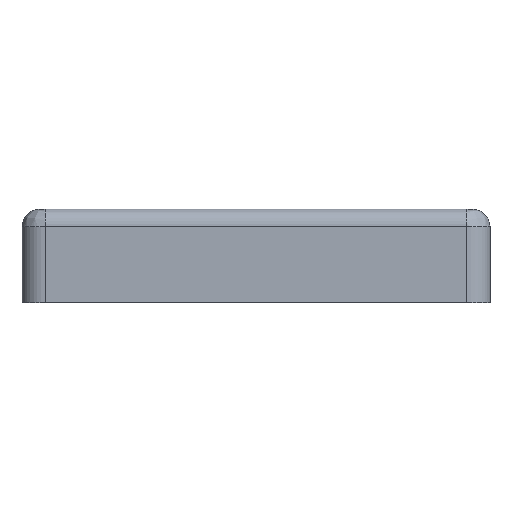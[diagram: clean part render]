
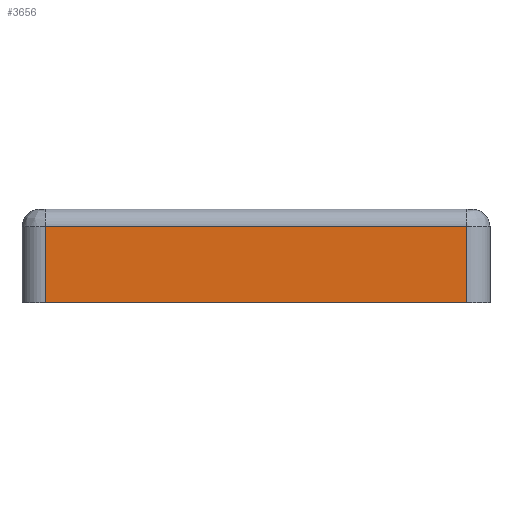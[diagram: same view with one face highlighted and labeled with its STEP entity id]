
A CAD part, front view. The second image highlights one B-rep face of the part: STEP entity #3656.
In plain terms, the highlighted planar face has unit normal (0, -1, 0).
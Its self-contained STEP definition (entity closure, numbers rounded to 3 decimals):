
#114 = LINE ( 'NONE', #4369, #15036 ) ;
#294 = VERTEX_POINT ( 'NONE', #3901 ) ;
#652 = VERTEX_POINT ( 'NONE', #2303 ) ;
#1074 = VECTOR ( 'NONE', #1867, 1000. ) ;
#1655 = ORIENTED_EDGE ( 'NONE', *, *, #10025, .F. ) ;
#1820 = CARTESIAN_POINT ( 'NONE',  ( -40., -40., 0. ) ) ;
#1822 = CARTESIAN_POINT ( 'NONE',  ( -36., -40., 16. ) ) ;
#1867 = DIRECTION ( 'NONE',  ( 1., 0., 0. ) ) ;
#2303 = CARTESIAN_POINT ( 'NONE',  ( -36., -40., 0. ) ) ;
#3359 = VERTEX_POINT ( 'NONE', #12882 ) ;
#3656 = ADVANCED_FACE ( 'NONE', ( #10966 ), #14052, .F. ) ;
#3901 = CARTESIAN_POINT ( 'NONE',  ( 36., -40., 0. ) ) ;
#3908 = VECTOR ( 'NONE', #13612, 1000. ) ;
#4369 = CARTESIAN_POINT ( 'NONE',  ( 36., -40., 16. ) ) ;
#5267 = EDGE_CURVE ( 'NONE', #294, #652, #7752, .T. ) ;
#5306 = EDGE_CURVE ( 'NONE', #3359, #8101, #7382, .T. ) ;
#5401 = ORIENTED_EDGE ( 'NONE', *, *, #5306, .F. ) ;
#6113 = CARTESIAN_POINT ( 'NONE',  ( 36., -40., 13. ) ) ;
#6607 = DIRECTION ( 'NONE',  ( -1., 0., 0. ) ) ;
#7067 = LINE ( 'NONE', #1822, #3908 ) ;
#7091 = DIRECTION ( 'NONE',  ( 0., 1., 0. ) ) ;
#7108 = AXIS2_PLACEMENT_3D ( 'NONE', #14113, #7091, #15298 ) ;
#7382 = LINE ( 'NONE', #8950, #1074 ) ;
#7752 = LINE ( 'NONE', #1820, #10482 ) ;
#8101 = VERTEX_POINT ( 'NONE', #6113 ) ;
#8937 = EDGE_CURVE ( 'NONE', #652, #3359, #7067, .T. ) ;
#8950 = CARTESIAN_POINT ( 'NONE',  ( -40., -40., 13. ) ) ;
#9096 = ORIENTED_EDGE ( 'NONE', *, *, #5267, .F. ) ;
#10025 = EDGE_CURVE ( 'NONE', #8101, #294, #114, .T. ) ;
#10482 = VECTOR ( 'NONE', #6607, 1000. ) ;
#10878 = EDGE_LOOP ( 'NONE', ( #5401, #12947, #9096, #1655 ) ) ;
#10966 = FACE_OUTER_BOUND ( 'NONE', #10878, .T. ) ;
#12609 = DIRECTION ( 'NONE',  ( 0., 0., -1. ) ) ;
#12882 = CARTESIAN_POINT ( 'NONE',  ( -36., -40., 13. ) ) ;
#12947 = ORIENTED_EDGE ( 'NONE', *, *, #8937, .F. ) ;
#13612 = DIRECTION ( 'NONE',  ( 0., 0., 1. ) ) ;
#14052 = PLANE ( 'NONE',  #7108 ) ;
#14113 = CARTESIAN_POINT ( 'NONE',  ( 40., -40., 16. ) ) ;
#15036 = VECTOR ( 'NONE', #12609, 1000. ) ;
#15298 = DIRECTION ( 'NONE',  ( 0., 0., 1. ) ) ;
